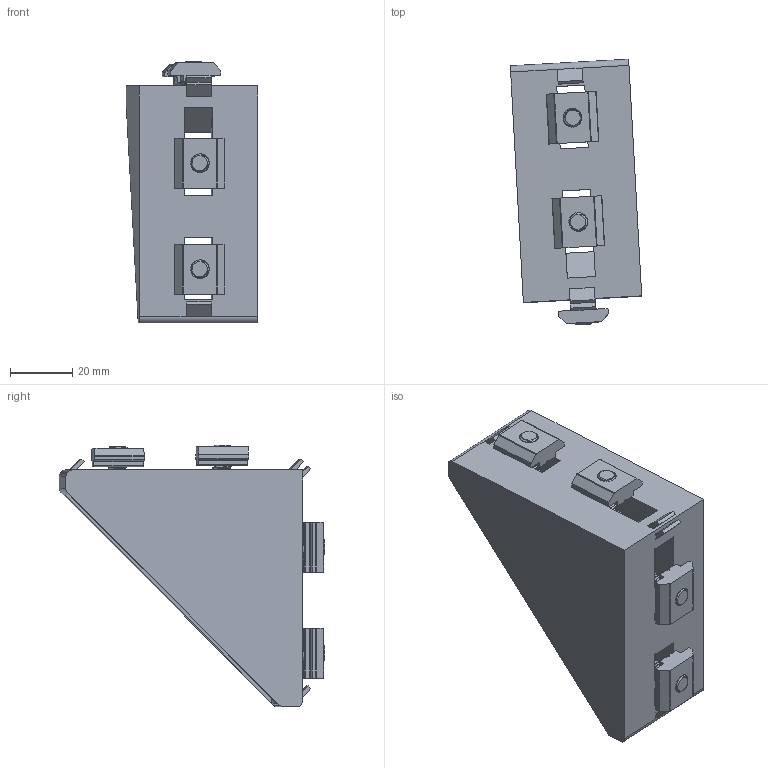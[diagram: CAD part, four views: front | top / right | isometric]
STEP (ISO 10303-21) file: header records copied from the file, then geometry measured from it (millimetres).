
FILE_DESCRIPTION(/* description */ ('Alibre Inc.'),/* implementation_level */ '2;1');
FILE_NAME(/* name */ 'export-B4C0D837-6D37-4D94-B089-3DE9A7B1E240',/* time_stamp */ '2022-04-11T23:13:21+03:00',/* author */ (''),/* organization */ (''),/* preprocessor_version */ 'ST-DEVELOPER v17',/* originating_system */ 'Alibre',/* authorisation */ '');
FILE_SCHEMA (('CONFIG_CONTROL_DESIGN'));
Length unit declared in the file: millimetre
Bounding box: 42.14 x 85.06 x 84 mm (x, y, z)
Volume: 66151.8 mm3; surface area: 29510.1 mm2
Topology: 9 solids, 9 shells, 519 faces, 1390 edges, 896 vertices
Faces by surface type: cylinder 236, plane 155, cone 84, bspline 36, sphere 8
Entity records: 12018 total; most frequent: CARTESIAN_POINT 7668, ORIENTED_EDGE 896, DIRECTION 632, EDGE_CURVE 448, VERTEX_POINT 290, VECTOR 244, LINE 244, AXIS2_PLACEMENT_3D 231
